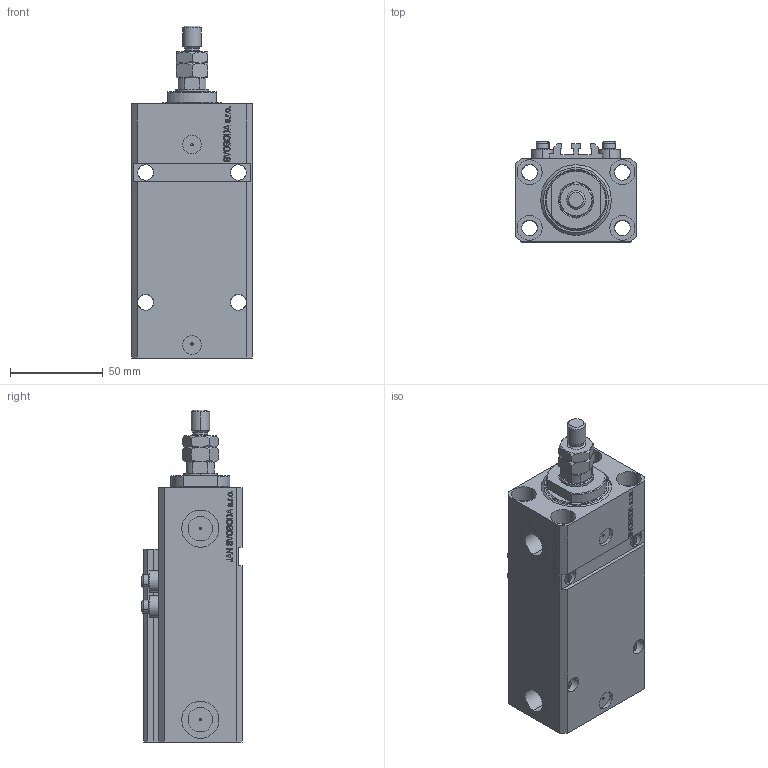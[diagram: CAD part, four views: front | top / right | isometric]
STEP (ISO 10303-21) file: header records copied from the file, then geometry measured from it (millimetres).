
FILE_DESCRIPTION (( 'STEP AP203' ), '1' );
FILE_NAME ('e4c5.STEP', '2023-10-07T20:51:12', ( '' ), ( '' ), 'SwSTEP 2.0', 'SolidWorks 2019', '' );
FILE_SCHEMA (( 'CONFIG_CONTROL_DESIGN' ));
Length unit declared in the file: millimetre
Products named in the file (6): V250CE_C_VCP 8ee6979f64c4d8344d5c5e39667fe4f3; V250CE_VC_E 8ee6979f64c4d8344d5c5e39667fe4f3; V250CE_E_Body 8ee6979f64c4d8344d5c5e39667fe4f3; ALLEN BOLT V250CE 8ee6979f64c4d8344d5c5e39667fe4f3; MTA 8ee6979f64c4d8344d5c5e39667fe4f3; e4c5
Assembly tree (8 placements, depth 2):
  e4c5
    V250CE_E_Body 8ee6979f64c4d8344d5c5e39667fe4f3
    ALLEN BOLT V250CE 8ee6979f64c4d8344d5c5e39667fe4f3  x4
    V250CE_C_VCP 8ee6979f64c4d8344d5c5e39667fe4f3
    V250CE_VC_E 8ee6979f64c4d8344d5c5e39667fe4f3
    MTA 8ee6979f64c4d8344d5c5e39667fe4f3
Bounding box: 65 x 54 x 179 mm (x, y, z)
Volume: 354979.8 mm3; surface area: 95284.1 mm2
Topology: 9 solids, 9 shells, 1136 faces, 2813 edges, 1802 vertices
Faces by surface type: plane 526, bspline 360, cylinder 150, cone 84, torus 16
Entity records: 49260 total; most frequent: CARTESIAN_POINT 25674, ORIENTED_EDGE 5316, DIRECTION 3512, EDGE_CURVE 2658, VERTEX_POINT 1718, VECTOR 1560, LINE 1560, EDGE_LOOP 1200
